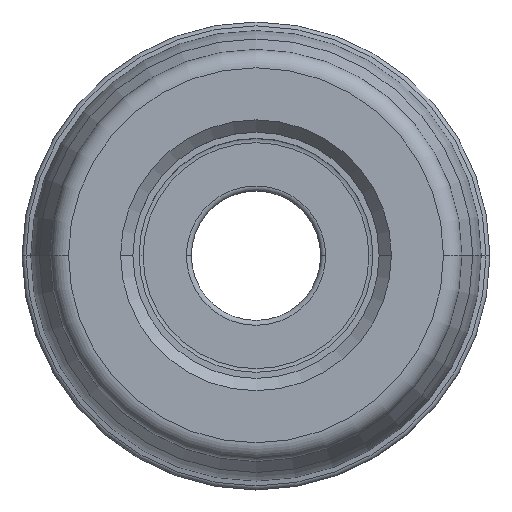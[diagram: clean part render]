
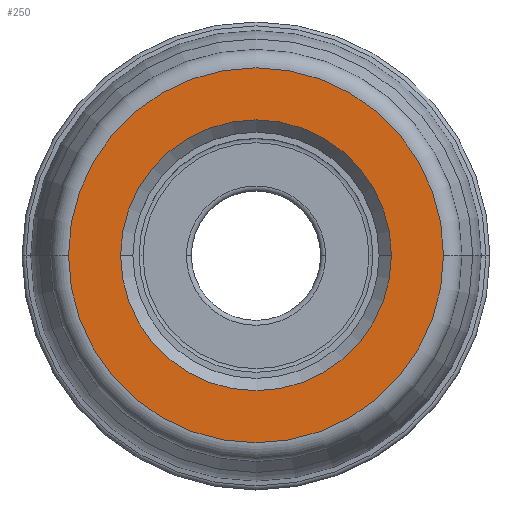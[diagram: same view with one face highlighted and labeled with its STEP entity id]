
A CAD part, top view. The second image highlights one B-rep face of the part: STEP entity #250.
In plain terms, the highlighted planar face has unit normal (0, 0, 1).
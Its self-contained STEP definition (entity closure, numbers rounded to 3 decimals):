
#44=PLANE('',#2483);
#52=FACE_BOUND('',#626,.T.);
#53=FACE_BOUND('',#627,.T.);
#250=ADVANCED_FACE('',(#52,#53),#44,.T.);
#626=EDGE_LOOP('',(#1098,#1099));
#627=EDGE_LOOP('',(#1100,#1101));
#1098=ORIENTED_EDGE('',*,*,#1573,.F.);
#1099=ORIENTED_EDGE('',*,*,#1571,.F.);
#1100=ORIENTED_EDGE('',*,*,#1576,.F.);
#1101=ORIENTED_EDGE('',*,*,#1577,.F.);
#1322=VERTEX_POINT('',#4768);
#1323=VERTEX_POINT('',#4770);
#1324=VERTEX_POINT('',#4780);
#1325=VERTEX_POINT('',#4781);
#1571=EDGE_CURVE('',#1322,#1323,#1901,.T.);
#1573=EDGE_CURVE('',#1323,#1322,#1903,.T.);
#1576=EDGE_CURVE('',#1324,#1325,#1906,.T.);
#1577=EDGE_CURVE('',#1325,#1324,#1907,.T.);
#1901=CIRCLE('',#2472,15.27);
#1903=CIRCLE('',#2475,15.27);
#1906=CIRCLE('',#2481,11.025);
#1907=CIRCLE('',#2482,11.025);
#2472=AXIS2_PLACEMENT_3D('',#4769,#3037,#3038);
#2475=AXIS2_PLACEMENT_3D('',#4773,#3043,#3044);
#2481=AXIS2_PLACEMENT_3D('',#4779,#3055,#3056);
#2482=AXIS2_PLACEMENT_3D('',#4782,#3057,#3058);
#2483=AXIS2_PLACEMENT_3D('',#4783,#3059,#3060);
#3037=DIRECTION('',(0.,0.,-1.));
#3038=DIRECTION('',(1.,0.,0.));
#3043=DIRECTION('',(0.,0.,-1.));
#3044=DIRECTION('',(-1.,0.,0.));
#3055=DIRECTION('',(0.,0.,1.));
#3056=DIRECTION('',(1.,0.,0.));
#3057=DIRECTION('',(0.,0.,1.));
#3058=DIRECTION('',(-1.,0.,0.));
#3059=DIRECTION('',(0.,0.,1.));
#3060=DIRECTION('',(1.,0.,0.));
#4768=CARTESIAN_POINT('',(15.27,0.,0.));
#4769=CARTESIAN_POINT('',(0.,0.,0.));
#4770=CARTESIAN_POINT('',(-15.27,0.,0.));
#4773=CARTESIAN_POINT('',(0.,0.,0.));
#4779=CARTESIAN_POINT('',(0.,0.,0.));
#4780=CARTESIAN_POINT('',(11.025,0.,0.));
#4781=CARTESIAN_POINT('',(-11.025,0.,0.));
#4782=CARTESIAN_POINT('',(0.,0.,0.));
#4783=CARTESIAN_POINT('',(0.,0.,0.));
